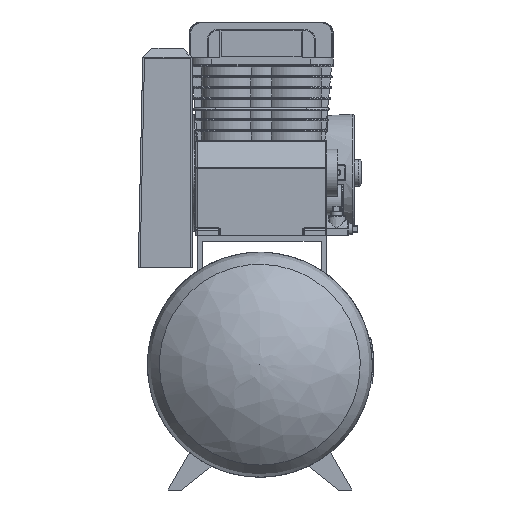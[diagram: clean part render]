
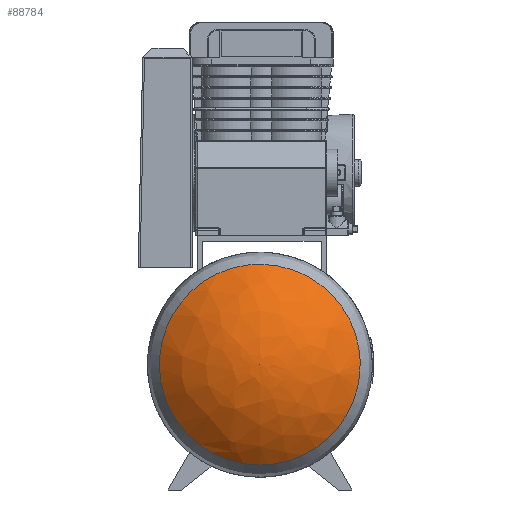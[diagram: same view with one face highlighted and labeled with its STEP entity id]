
A CAD part, left-side view. The second image highlights one B-rep face of the part: STEP entity #88784.
In plain terms, the highlighted free-form (B-spline) face has degree [2, 2] with [3, 9] control points.
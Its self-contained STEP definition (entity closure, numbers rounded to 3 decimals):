
#88719 = VERTEX_POINT('',#88720);
#88720 = CARTESIAN_POINT('',(-439.871,3.325,
    529.572));
#88726 = EDGE_CURVE('',#88719,#88727,#88729,.T.);
#88727 = VERTEX_POINT('',#88728);
#88728 = CARTESIAN_POINT('',(-439.871,3.325,
    204.804));
#88729 = ( BOUNDED_CURVE() B_SPLINE_CURVE(2,(#88730,#88731,#88732,#88733
,#88734),.UNSPECIFIED.,.F.,.F.) B_SPLINE_CURVE_WITH_KNOTS((3,2,3),(
    1.571,3.142,4.712),
.PIECEWISE_BEZIER_KNOTS.) CURVE() GEOMETRIC_REPRESENTATION_ITEM() 
RATIONAL_B_SPLINE_CURVE((1.,0.707,1.,0.707,1.)) 
REPRESENTATION_ITEM('') );
#88730 = CARTESIAN_POINT('',(-439.871,3.325,
    529.572));
#88731 = CARTESIAN_POINT('',(-439.871,-159.059,
    529.572));
#88732 = CARTESIAN_POINT('',(-439.871,-159.059,
    367.188));
#88733 = CARTESIAN_POINT('',(-439.871,-159.059,
    204.804));
#88734 = CARTESIAN_POINT('',(-439.871,3.325,
    204.804));
#88736 = EDGE_CURVE('',#88727,#88719,#88737,.T.);
#88737 = ( BOUNDED_CURVE() B_SPLINE_CURVE(2,(#88738,#88739,#88740,#88741
,#88742),.UNSPECIFIED.,.F.,.F.) B_SPLINE_CURVE_WITH_KNOTS((3,2,3),(
    4.712,6.283,7.854),
.PIECEWISE_BEZIER_KNOTS.) CURVE() GEOMETRIC_REPRESENTATION_ITEM() 
RATIONAL_B_SPLINE_CURVE((1.,0.707,1.,0.707,1.)) 
REPRESENTATION_ITEM('') );
#88738 = CARTESIAN_POINT('',(-439.871,3.325,
    204.804));
#88739 = CARTESIAN_POINT('',(-439.871,165.709,
    204.804));
#88740 = CARTESIAN_POINT('',(-439.871,165.709,
    367.188));
#88741 = CARTESIAN_POINT('',(-439.871,165.709,
    529.572));
#88742 = CARTESIAN_POINT('',(-439.871,3.325,
    529.572));
#88784 = ADVANCED_FACE('',(#88785),#88798,.T.);
#88785 = FACE_BOUND('',#88786,.T.);
#88786 = EDGE_LOOP('',(#88787,#88788,#88789,#88797));
#88787 = ORIENTED_EDGE('',*,*,#88726,.F.);
#88788 = ORIENTED_EDGE('',*,*,#88736,.F.);
#88789 = ORIENTED_EDGE('',*,*,#88790,.T.);
#88790 = EDGE_CURVE('',#88727,#88791,#88793,.T.);
#88791 = VERTEX_POINT('',#88792);
#88792 = CARTESIAN_POINT('',(-504.992,3.325,
    367.188));
#88793 = ( BOUNDED_CURVE() B_SPLINE_CURVE(2,(#88794,#88795,#88796),
.UNSPECIFIED.,.F.,.F.) B_SPLINE_CURVE_WITH_KNOTS((3,3),(0.823,
1.555),.PIECEWISE_BEZIER_KNOTS.) CURVE() 
GEOMETRIC_REPRESENTATION_ITEM() RATIONAL_B_SPLINE_CURVE((1.,
0.934,1.)) REPRESENTATION_ITEM('') );
#88794 = CARTESIAN_POINT('',(-439.871,3.325,
    204.804));
#88795 = CARTESIAN_POINT('',(-503.551,3.325,
    273.516));
#88796 = CARTESIAN_POINT('',(-504.992,3.325,
    367.188));
#88797 = ORIENTED_EDGE('',*,*,#88790,.F.);
#88798 = ( BOUNDED_SURFACE() B_SPLINE_SURFACE(2,2,(
    (#88799,#88800,#88801,#88802,#88803,#88804,#88805,#88806,#88807)
    ,(#88808,#88809,#88810,#88811,#88812,#88813,#88814,#88815,#88816)
    ,(#88817,#88818,#88819,#88820,#88821,#88822,#88823,#88824,#88825
)),.UNSPECIFIED.,.F.,.T.,.F.) B_SPLINE_SURFACE_WITH_KNOTS((3,3),(1,2,2,2
    ,2,2,1),(-1.555,-0.823),(-4.712,
    -3.142,-1.571,0.,1.571,3.142,
4.712),.UNSPECIFIED.) GEOMETRIC_REPRESENTATION_ITEM() 
RATIONAL_B_SPLINE_SURFACE((
    (1.,0.707,1.,0.707,1.,0.707,1.
      ,0.707,1.)
    ,(0.934,0.66,0.934,0.66
      ,0.934,0.66,0.934,0.66
      ,0.934)
    ,(1.,0.707,1.,0.707,1.,0.707,1.
,0.707,1.))) REPRESENTATION_ITEM('') SURFACE() );
#88799 = CARTESIAN_POINT('',(-504.992,3.325,
    367.188));
#88800 = CARTESIAN_POINT('',(-504.992,3.325,
    367.188));
#88801 = CARTESIAN_POINT('',(-504.992,3.325,
    367.188));
#88802 = CARTESIAN_POINT('',(-504.992,3.325,
    367.188));
#88803 = CARTESIAN_POINT('',(-504.992,3.325,
    367.188));
#88804 = CARTESIAN_POINT('',(-504.992,3.325,
    367.188));
#88805 = CARTESIAN_POINT('',(-504.992,3.325,
    367.188));
#88806 = CARTESIAN_POINT('',(-504.992,3.325,
    367.188));
#88807 = CARTESIAN_POINT('',(-504.992,3.325,
    367.188));
#88808 = CARTESIAN_POINT('',(-503.551,3.325,
    273.516));
#88809 = CARTESIAN_POINT('',(-503.551,-90.347,
    273.516));
#88810 = CARTESIAN_POINT('',(-503.551,-90.347,
    367.188));
#88811 = CARTESIAN_POINT('',(-503.551,-90.347,
    460.86));
#88812 = CARTESIAN_POINT('',(-503.551,3.325,
    460.86));
#88813 = CARTESIAN_POINT('',(-503.551,96.997,
    460.86));
#88814 = CARTESIAN_POINT('',(-503.551,96.997,
    367.188));
#88815 = CARTESIAN_POINT('',(-503.551,96.997,
    273.516));
#88816 = CARTESIAN_POINT('',(-503.551,3.325,
    273.516));
#88817 = CARTESIAN_POINT('',(-439.871,3.325,
    204.804));
#88818 = CARTESIAN_POINT('',(-439.871,-159.059,
    204.804));
#88819 = CARTESIAN_POINT('',(-439.871,-159.059,
    367.188));
#88820 = CARTESIAN_POINT('',(-439.871,-159.059,
    529.572));
#88821 = CARTESIAN_POINT('',(-439.871,3.325,
    529.572));
#88822 = CARTESIAN_POINT('',(-439.871,165.709,
    529.572));
#88823 = CARTESIAN_POINT('',(-439.871,165.709,
    367.188));
#88824 = CARTESIAN_POINT('',(-439.871,165.709,
    204.804));
#88825 = CARTESIAN_POINT('',(-439.871,3.325,
    204.804));
